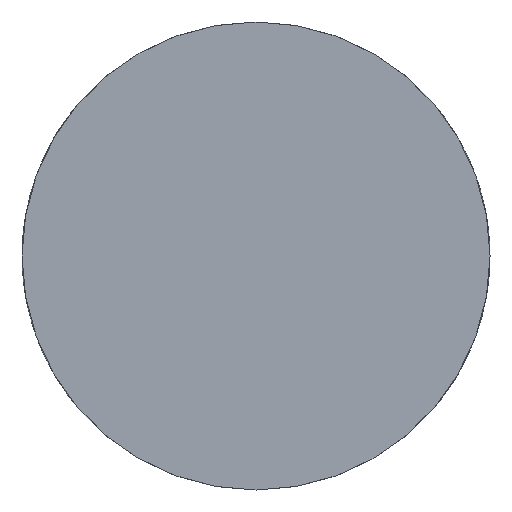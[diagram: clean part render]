
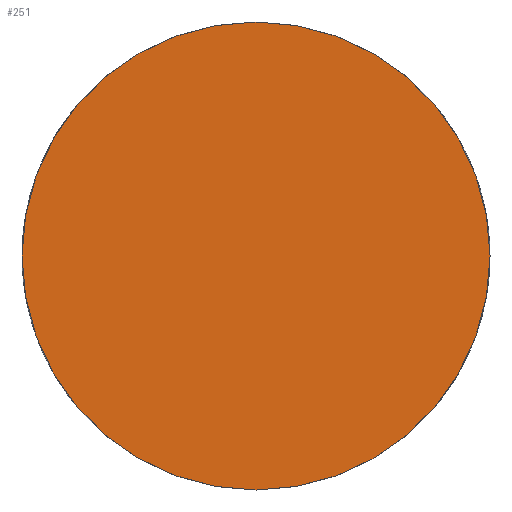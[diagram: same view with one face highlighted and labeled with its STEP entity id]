
A CAD part, front view. The second image highlights one B-rep face of the part: STEP entity #251.
In plain terms, the highlighted planar face has unit normal (0, -1, 0).
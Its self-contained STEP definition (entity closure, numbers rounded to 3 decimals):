
#3 = ORIENTED_EDGE ( 'NONE', *, *, #199, .F. ) ;
#47 = EDGE_CURVE ( 'NONE', #230, #250, #515, .T. ) ;
#53 = EDGE_LOOP ( 'NONE', ( #516, #3 ) ) ;
#111 = AXIS2_PLACEMENT_3D ( 'NONE', #329, #429, #551 ) ;
#172 = DIRECTION ( 'NONE',  ( 0., 1., 0. ) ) ;
#199 = EDGE_CURVE ( 'NONE', #250, #230, #237, .T. ) ;
#230 = VERTEX_POINT ( 'NONE', #485 ) ;
#237 = CIRCLE ( 'NONE', #365, 4. ) ;
#250 = VERTEX_POINT ( 'NONE', #557 ) ;
#251 = ADVANCED_FACE ( 'NONE', ( #441 ), #568, .F. ) ;
#329 = CARTESIAN_POINT ( 'NONE',  ( 0., 0., 0. ) ) ;
#355 = CARTESIAN_POINT ( 'NONE',  ( 0., 0., 0. ) ) ;
#365 = AXIS2_PLACEMENT_3D ( 'NONE', #392, #172, #401 ) ;
#392 = CARTESIAN_POINT ( 'NONE',  ( 0., 0., 0. ) ) ;
#401 = DIRECTION ( 'NONE',  ( 0., 0., 1. ) ) ;
#419 = AXIS2_PLACEMENT_3D ( 'NONE', #355, #571, #526 ) ;
#429 = DIRECTION ( 'NONE',  ( 0., 1., 0. ) ) ;
#441 = FACE_OUTER_BOUND ( 'NONE', #53, .T. ) ;
#485 = CARTESIAN_POINT ( 'NONE',  ( 0., 0., -4. ) ) ;
#515 = CIRCLE ( 'NONE', #111, 4. ) ;
#516 = ORIENTED_EDGE ( 'NONE', *, *, #47, .F. ) ;
#526 = DIRECTION ( 'NONE',  ( 0., 0., 1. ) ) ;
#551 = DIRECTION ( 'NONE',  ( 0., 0., 1. ) ) ;
#557 = CARTESIAN_POINT ( 'NONE',  ( 0., 0., 4. ) ) ;
#568 = PLANE ( 'NONE',  #419 ) ;
#571 = DIRECTION ( 'NONE',  ( 0., 1., 0. ) ) ;
